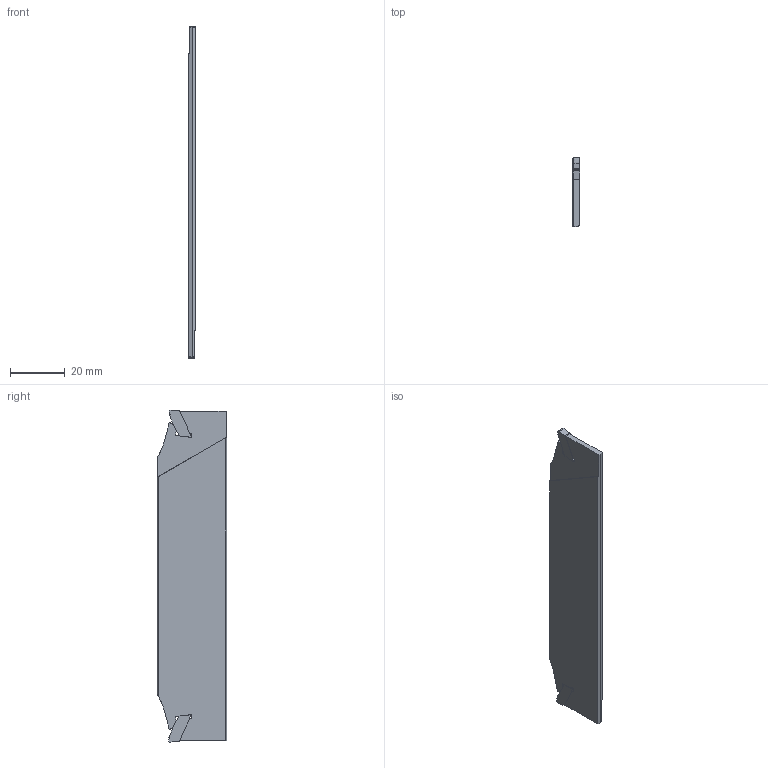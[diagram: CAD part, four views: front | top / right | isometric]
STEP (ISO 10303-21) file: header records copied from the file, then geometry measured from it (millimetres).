
FILE_DESCRIPTION(/* description */ (''),/* implementation_level */ '2;1');
FILE_NAME(/* name */ '150.10A-20-2.5RJETI.stp',/* time_stamp */ '2018-03-29T15:45:55+05:00',/* author */ (''),/* organization */ (''),/* preprocessor_version */ 'ST-DEVELOPER v16',/* originating_system */ 'SIEMENS PLM Software NX 11.0',/* authorisation */ '');
FILE_SCHEMA (('AUTOMOTIVE_DESIGN { 1 0 10303 214 3 1 1 1 }'));
Length unit declared in the file: millimetre
Products named in the file (1): 150.10A-20-2.5RJETI
Bounding box: 2.9 x 25.26 x 121.05 mm (x, y, z)
Volume: 6687.1 mm3; surface area: 6606.2 mm2
Topology: 3 solids, 3 shells, 81 faces, 211 edges, 136 vertices
Faces by surface type: plane 69, cylinder 8, cone 4
Entity records: 2517 total; most frequent: CARTESIAN_POINT 433, ORIENTED_EDGE 422, DIRECTION 407, EDGE_CURVE 211, LINE 187, VECTOR 187, VERTEX_POINT 136, AXIS2_PLACEMENT_3D 110
